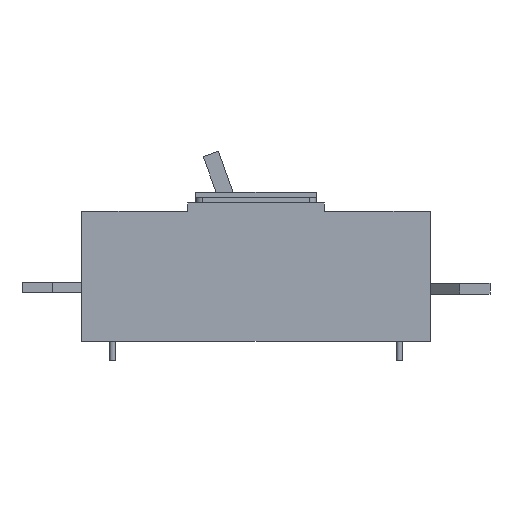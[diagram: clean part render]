
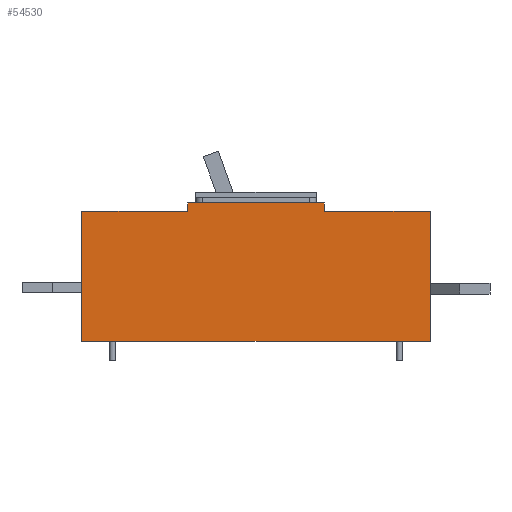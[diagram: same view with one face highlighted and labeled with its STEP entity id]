
A CAD part, left-side view. The second image highlights one B-rep face of the part: STEP entity #54530.
In plain terms, the highlighted planar face has unit normal (-1, 0, 0).
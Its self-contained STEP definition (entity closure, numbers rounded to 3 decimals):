
#9660=CARTESIAN_POINT('',(11.5,123.5,-44.651));
#9670=VERTEX_POINT('',#9660);
#9700=CARTESIAN_POINT('',(11.5,123.5,0.));
#9710=DIRECTION('',(0.,0.,-1.));
#9720=VECTOR('',#9710,1.);
#9730=LINE('',#9700,#9720);
#9740=CARTESIAN_POINT('',(11.5,123.5,-38.651));
#9750=VERTEX_POINT('',#9740);
#9760=EDGE_CURVE('',#9750,#9670,#9730,.T.);
#11200=CARTESIAN_POINT('',(11.5,44.5,-44.651));
#11210=VERTEX_POINT('',#11200);
#11240=CARTESIAN_POINT('',(11.5,0.,-44.651));
#11250=DIRECTION('',(0.,-1.,0.));
#11260=VECTOR('',#11250,1.);
#11270=LINE('',#11240,#11260);
#11280=EDGE_CURVE('',#9670,#11210,#11270,.T.);
#12860=CARTESIAN_POINT('',(11.5,304.5,-44.651));
#12870=VERTEX_POINT('',#12860);
#14180=CARTESIAN_POINT('',(11.5,225.5,-44.651));
#14190=VERTEX_POINT('',#14180);
#14220=CARTESIAN_POINT('',(11.5,0.,-44.651));
#14230=DIRECTION('',(0.,-1.,0.));
#14240=VECTOR('',#14230,1.);
#14250=LINE('',#14220,#14240);
#14260=EDGE_CURVE('',#12870,#14190,#14250,.T.);
#14930=CARTESIAN_POINT('',(11.5,225.5,-38.651));
#14940=VERTEX_POINT('',#14930);
#14970=CARTESIAN_POINT('',(11.5,225.5,0.));
#14980=DIRECTION('',(-0.,0.,1.));
#14990=VECTOR('',#14980,1.);
#15000=LINE('',#14970,#14990);
#15010=EDGE_CURVE('',#14190,#14940,#15000,.T.);
#15890=CARTESIAN_POINT('',(11.5,0.,-38.651));
#15900=DIRECTION('',(0.,-1.,0.));
#15910=VECTOR('',#15900,1.);
#15920=LINE('',#15890,#15910);
#15930=EDGE_CURVE('',#14940,#9750,#15920,.T.);
#27740=CARTESIAN_POINT('',(11.5,44.5,-141.651));
#27750=VERTEX_POINT('',#27740);
#27900=CARTESIAN_POINT('',(11.5,304.5,-141.651));
#27910=VERTEX_POINT('',#27900);
#27940=CARTESIAN_POINT('',(11.5,0.,-141.651));
#27950=DIRECTION('',(0.,1.,0.));
#27960=VECTOR('',#27950,1.);
#27970=LINE('',#27940,#27960);
#27980=EDGE_CURVE('',#27750,#27910,#27970,.T.);
#35220=CARTESIAN_POINT('',(11.5,304.5,0.));
#35230=DIRECTION('',(-0.,0.,1.));
#35240=VECTOR('',#35230,1.);
#35250=LINE('',#35220,#35240);
#35260=EDGE_CURVE('',#27910,#12870,#35250,.T.);
#54330=CARTESIAN_POINT('',(11.5,259.36,0.));
#54340=DIRECTION('',(1.,-0.,0.));
#54350=DIRECTION('',(0.,0.,-1.));
#54360=AXIS2_PLACEMENT_3D('',#54330,#54340,#54350);
#54370=PLANE('',#54360);
#54380=ORIENTED_EDGE('',*,*,#15010,.F.);
#54390=ORIENTED_EDGE('',*,*,#15930,.F.);
#54400=ORIENTED_EDGE('',*,*,#9760,.F.);
#54410=ORIENTED_EDGE('',*,*,#11280,.F.);
#54420=CARTESIAN_POINT('',(11.5,44.5,0.));
#54430=DIRECTION('',(-0.,0.,1.));
#54440=VECTOR('',#54430,1.);
#54450=LINE('',#54420,#54440);
#54460=EDGE_CURVE('',#27750,#11210,#54450,.T.);
#54470=ORIENTED_EDGE('',*,*,#54460,.T.);
#54480=ORIENTED_EDGE('',*,*,#27980,.F.);
#54490=ORIENTED_EDGE('',*,*,#35260,.F.);
#54500=ORIENTED_EDGE('',*,*,#14260,.F.);
#54510=EDGE_LOOP('',(#54500,#54490,#54480,#54470,#54410,#54400,#54390,
#54380));
#54520=FACE_OUTER_BOUND('',#54510,.T.);
#54530=ADVANCED_FACE('',(#54520),#54370,.F.);
